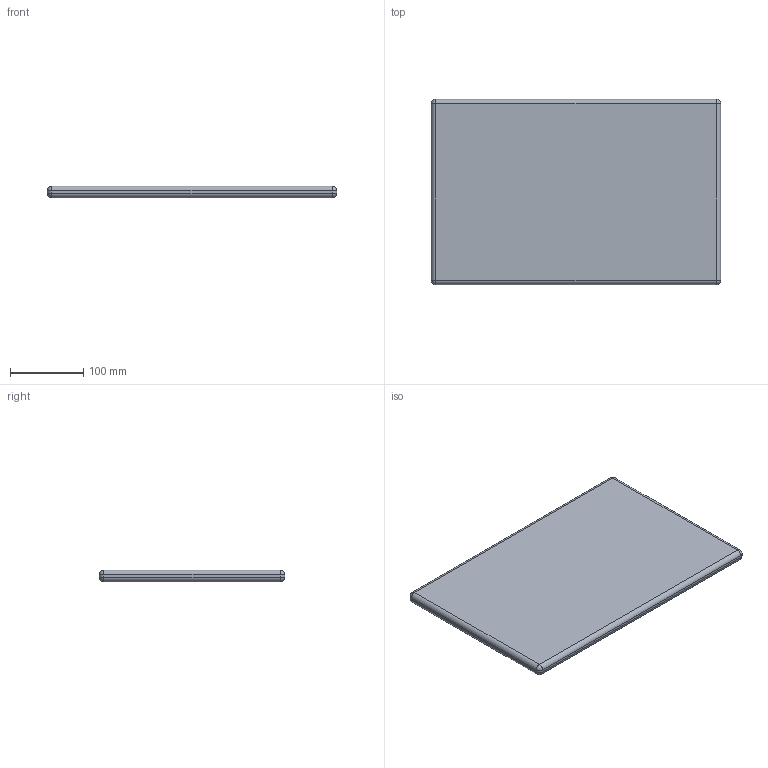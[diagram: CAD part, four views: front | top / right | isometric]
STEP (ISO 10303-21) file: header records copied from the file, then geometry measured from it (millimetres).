
FILE_DESCRIPTION(('Open CASCADE Model'),'2;1');
FILE_NAME('workboard','2025-09-02T23:42:51',('Author'),('Open CASCADE'), 'Open CASCADE STEP processor 7.8','build123d','Unknown');
FILE_SCHEMA(('AUTOMOTIVE_DESIGN { 1 0 10303 214 1 1 1 1 }'));
Length unit declared in the file: millimetre
Products named in the file (1): workboard
Bounding box: 396.24 x 254 x 15.88 mm (x, y, z)
Volume: 1563803.9 mm3; surface area: 216123.7 mm2
Topology: 1 solids, 1 shells, 30 faces, 62 edges, 28 vertices
Faces by surface type: cylinder 14, plane 8, sphere 8
Full cylindrical faces by diameter (mm): 30 x2
Entity records: 1403 total; most frequent: CARTESIAN_POINT 253, DIRECTION 220, ORIENTED_EDGE 108, PCURVE 108, DEFINITIONAL_REPRESENTATION 108, LINE 98, VECTOR 98, AXIS2_PLACEMENT_3D 59
